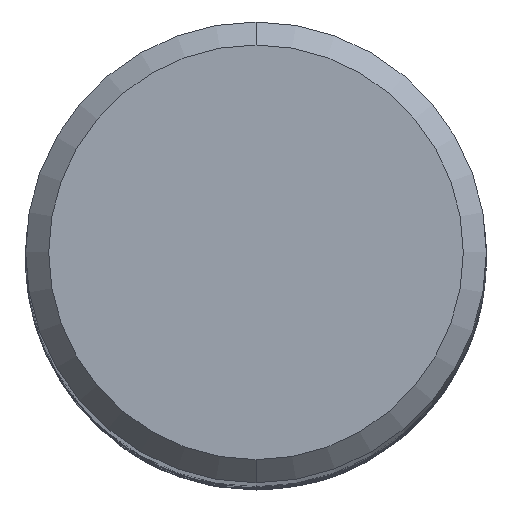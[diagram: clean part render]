
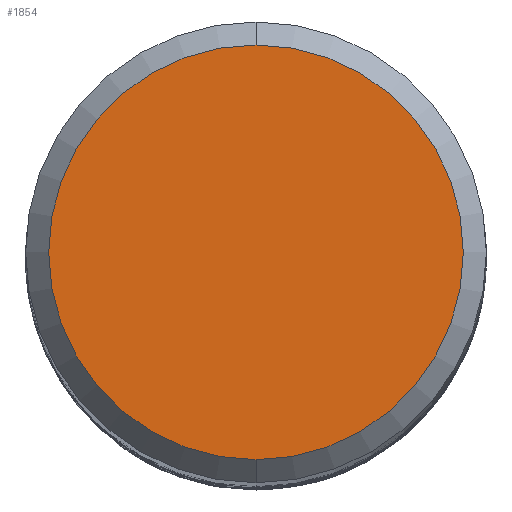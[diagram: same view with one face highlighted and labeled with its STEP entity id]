
A CAD part, top view. The second image highlights one B-rep face of the part: STEP entity #1854.
In plain terms, the highlighted planar face has unit normal (0, 0, 1).
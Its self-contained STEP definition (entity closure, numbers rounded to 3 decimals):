
#1468=EDGE_CURVE('',#1922,#1614,#3024,.T.);
#1614=VERTEX_POINT('',#3180);
#1794=EDGE_CURVE('',#1614,#1922,#3369,.T.);
#1854=ADVANCED_FACE('',(#3431),#3432,.T.);
#1922=VERTEX_POINT('',#3510);
#3024=CIRCLE('',#12317,3.6);
#3180=CARTESIAN_POINT('',(0.0,3.6,0.0));
#3369=CIRCLE('',#15851,3.6);
#3431=FACE_OUTER_BOUND('',#16136,.T.);
#3432=PLANE('',#16137);
#3510=CARTESIAN_POINT('',(0.,-3.6,0.0));
#12317=AXIS2_PLACEMENT_3D('',#21501,#21502,#21503);
#15851=AXIS2_PLACEMENT_3D('',#21767,#21768,#21769);
#16136=EDGE_LOOP('',(#21805,#21806));
#16137=AXIS2_PLACEMENT_3D('',#21807,#21808,#21809);
#21501=CARTESIAN_POINT('',(0.0,0.0,0.0));
#21502=DIRECTION('',(0.0,0.0,-1.0));
#21503=DIRECTION('',(0.0,1.0,0.0));
#21767=CARTESIAN_POINT('',(0.0,0.0,0.0));
#21768=DIRECTION('',(0.0,0.0,-1.0));
#21769=DIRECTION('',(0.0,1.0,0.0));
#21805=ORIENTED_EDGE('',*,*,#1794,.F.);
#21806=ORIENTED_EDGE('',*,*,#1468,.F.);
#21807=CARTESIAN_POINT('',(0.0,1.8,0.0));
#21808=DIRECTION('',(-0.0,0.0,1.0));
#21809=DIRECTION('',(0.0,-1.0,0.0));
